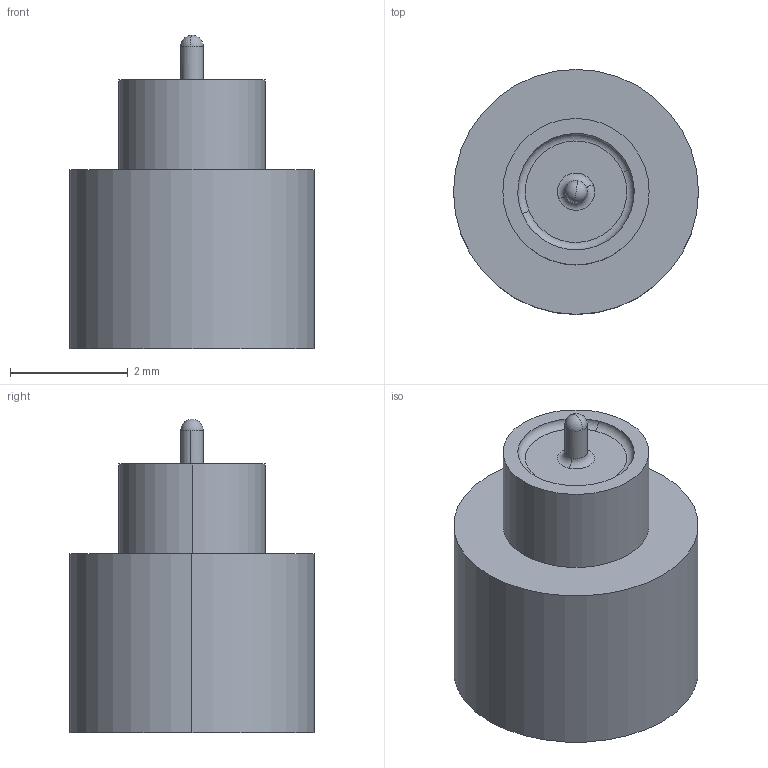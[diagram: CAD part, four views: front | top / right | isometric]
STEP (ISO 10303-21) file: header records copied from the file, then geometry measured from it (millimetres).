
FILE_DESCRIPTION (( 'STEP AP214' ), '1' );
FILE_NAME ('1211-6041.STEP', '2015-10-22T20:01:03', ( '' ), ( '' ), 'SwSTEP 2.0', 'SolidWorks 2015', '' );
FILE_SCHEMA (( 'AUTOMOTIVE_DESIGN' ));
Length unit declared in the file: inch
Products named in the file (1): 1211-6041
Bounding box: 4.17 x 4.17 x 5.33 mm (x, y, z)
Volume: 25 mm3; surface area: 108.6 mm2
Topology: 1 solids, 1 shells, 33 faces, 74 edges, 44 vertices
Faces by surface type: cylinder 14, cone 6, plane 5, sphere 4, torus 4
Entity records: 1379 total; most frequent: DIRECTION 188, CARTESIAN_POINT 148, ORIENTED_EDGE 140, AXIS2_PLACEMENT_3D 84, EDGE_CURVE 70, CIRCLE 50, VERTEX_POINT 44, EDGE_LOOP 38
